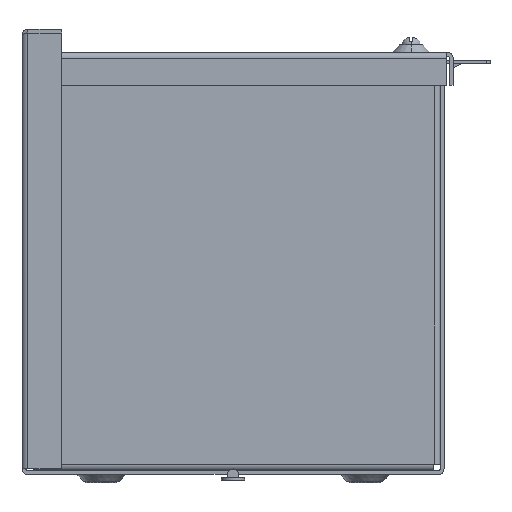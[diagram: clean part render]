
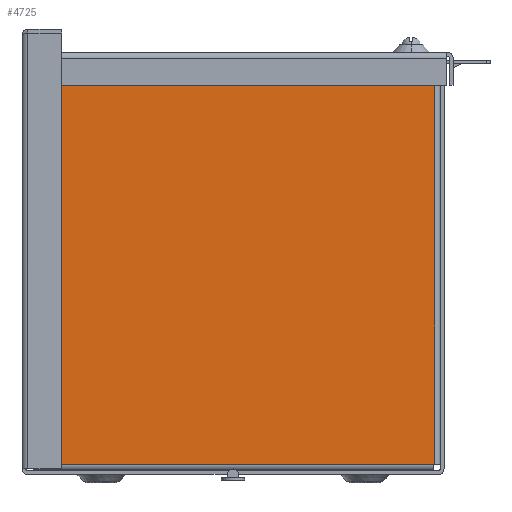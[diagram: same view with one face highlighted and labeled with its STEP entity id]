
A CAD part, left-side view. The second image highlights one B-rep face of the part: STEP entity #4725.
In plain terms, the highlighted planar face has unit normal (-1, 0, 0).
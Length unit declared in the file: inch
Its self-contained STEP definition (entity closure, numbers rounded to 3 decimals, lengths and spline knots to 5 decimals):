
#217 = ORIENTED_EDGE ( 'NONE', *, *, #14663, .T. ) ;
#281 = CARTESIAN_POINT ( 'NONE',  ( -6., -3.82, 7.908 ) ) ;
#472 = VECTOR ( 'NONE', #17574, 39.37008 ) ;
#768 = CARTESIAN_POINT ( 'NONE',  ( -6., 3.908, 7.8 ) ) ;
#940 = VECTOR ( 'NONE', #6747, 39.37008 ) ;
#1161 = LINE ( 'NONE', #1398, #2003 ) ;
#1301 = CARTESIAN_POINT ( 'NONE',  ( -6., 3.783, 7.783 ) ) ;
#1398 = CARTESIAN_POINT ( 'NONE',  ( -6., 3.908, 7.783 ) ) ;
#1555 = DIRECTION ( 'NONE',  ( 0., 1., 0. ) ) ;
#1582 = ORIENTED_EDGE ( 'NONE', *, *, #21205, .T. ) ;
#1702 = CARTESIAN_POINT ( 'NONE',  ( -6., -3.928, 0.197 ) ) ;
#1837 = DIRECTION ( 'NONE',  ( 0., 0., 1. ) ) ;
#2003 = VECTOR ( 'NONE', #11393, 39.37008 ) ;
#2308 = VECTOR ( 'NONE', #9292, 39.37008 ) ;
#2400 = DIRECTION ( 'NONE',  ( 0., 0., -1. ) ) ;
#3028 = CARTESIAN_POINT ( 'NONE',  ( -6., 3.908, 0.18 ) ) ;
#3283 = CARTESIAN_POINT ( 'NONE',  ( -6., -3.803, 7.8 ) ) ;
#3384 = CARTESIAN_POINT ( 'NONE',  ( -6., 3.783, 0.18 ) ) ;
#3735 = VECTOR ( 'NONE', #1837, 39.37008 ) ;
#4547 = AXIS2_PLACEMENT_3D ( 'NONE', #11606, #8581, #13526 ) ;
#4725 = ADVANCED_FACE ( 'NONE', ( #15194 ), #6676, .T. ) ;
#4975 = VERTEX_POINT ( 'NONE', #17783 ) ;
#5247 = ORIENTED_EDGE ( 'NONE', *, *, #16315, .T. ) ;
#5339 = EDGE_CURVE ( 'NONE', #14605, #10302, #5929, .T. ) ;
#5653 = VECTOR ( 'NONE', #2400, 39.37008 ) ;
#5725 = LINE ( 'NONE', #21209, #14879 ) ;
#5823 = DIRECTION ( 'NONE',  ( 0., -1., 0. ) ) ;
#5929 = LINE ( 'NONE', #768, #14275 ) ;
#6179 = LINE ( 'NONE', #3028, #21637 ) ;
#6225 = VERTEX_POINT ( 'NONE', #13844 ) ;
#6512 = EDGE_CURVE ( 'NONE', #7260, #12998, #6179, .T. ) ;
#6676 = PLANE ( 'NONE',  #4547 ) ;
#6747 = DIRECTION ( 'NONE',  ( 0., -1., 0. ) ) ;
#6784 = VERTEX_POINT ( 'NONE', #11884 ) ;
#7008 = VERTEX_POINT ( 'NONE', #1301 ) ;
#7203 = CARTESIAN_POINT ( 'NONE',  ( -6., -3.803, 7.908 ) ) ;
#7214 = LINE ( 'NONE', #12609, #5653 ) ;
#7260 = VERTEX_POINT ( 'NONE', #3384 ) ;
#7368 = CARTESIAN_POINT ( 'NONE',  ( -6., -3.803, 7.783 ) ) ;
#7694 = VERTEX_POINT ( 'NONE', #7731 ) ;
#7731 = CARTESIAN_POINT ( 'NONE',  ( -6., -3.82, 7.783 ) ) ;
#7996 = VERTEX_POINT ( 'NONE', #7368 ) ;
#8114 = ORIENTED_EDGE ( 'NONE', *, *, #21008, .T. ) ;
#8295 = ORIENTED_EDGE ( 'NONE', *, *, #12986, .T. ) ;
#8543 = EDGE_CURVE ( 'NONE', #16272, #6784, #16623, .T. ) ;
#8581 = DIRECTION ( 'NONE',  ( -1., 0., 0. ) ) ;
#8599 = LINE ( 'NONE', #15676, #14274 ) ;
#9292 = DIRECTION ( 'NONE',  ( 0., 0., -1. ) ) ;
#9358 = CARTESIAN_POINT ( 'NONE',  ( -6., -3.803, 0.197 ) ) ;
#9399 = EDGE_CURVE ( 'NONE', #12998, #16272, #19586, .T. ) ;
#9949 = ORIENTED_EDGE ( 'NONE', *, *, #19184, .T. ) ;
#10080 = LINE ( 'NONE', #16927, #13775 ) ;
#10302 = VERTEX_POINT ( 'NONE', #15768 ) ;
#10882 = VECTOR ( 'NONE', #13875, 39.37008 ) ;
#11393 = DIRECTION ( 'NONE',  ( 0., 1., 0. ) ) ;
#11457 = DIRECTION ( 'NONE',  ( 0., -1., 0. ) ) ;
#11606 = CARTESIAN_POINT ( 'NONE',  ( -6., 3.908, 7.908 ) ) ;
#11799 = ORIENTED_EDGE ( 'NONE', *, *, #5339, .T. ) ;
#11884 = CARTESIAN_POINT ( 'NONE',  ( -6., -3.82, 0.197 ) ) ;
#11953 = DIRECTION ( 'NONE',  ( 0., 0., -1. ) ) ;
#12005 = ORIENTED_EDGE ( 'NONE', *, *, #18375, .T. ) ;
#12609 = CARTESIAN_POINT ( 'NONE',  ( -6., 3.8, 7.908 ) ) ;
#12792 = DIRECTION ( 'NONE',  ( 0., 1., 0. ) ) ;
#12958 = ORIENTED_EDGE ( 'NONE', *, *, #8543, .T. ) ;
#12986 = EDGE_CURVE ( 'NONE', #4975, #7260, #8599, .T. ) ;
#12998 = VERTEX_POINT ( 'NONE', #15333 ) ;
#13526 = DIRECTION ( 'NONE',  ( 0., 0., -1. ) ) ;
#13624 = CARTESIAN_POINT ( 'NONE',  ( -6., 3.8, 0.197 ) ) ;
#13775 = VECTOR ( 'NONE', #1555, 39.37008 ) ;
#13844 = CARTESIAN_POINT ( 'NONE',  ( -6., 3.8, 7.783 ) ) ;
#13875 = DIRECTION ( 'NONE',  ( 0., 0., 1. ) ) ;
#14225 = EDGE_LOOP ( 'NONE', ( #5247, #8114, #15334, #11799, #1582, #12005, #217, #9949, #8295, #21785, #21465, #12958 ) ) ;
#14274 = VECTOR ( 'NONE', #11953, 39.37008 ) ;
#14275 = VECTOR ( 'NONE', #12792, 39.37008 ) ;
#14345 = CARTESIAN_POINT ( 'NONE',  ( -6., 3.783, 7.783 ) ) ;
#14469 = LINE ( 'NONE', #7203, #3735 ) ;
#14605 = VERTEX_POINT ( 'NONE', #3283 ) ;
#14663 = EDGE_CURVE ( 'NONE', #6225, #20289, #7214, .T. ) ;
#14879 = VECTOR ( 'NONE', #5823, 39.37008 ) ;
#15194 = FACE_OUTER_BOUND ( 'NONE', #14225, .T. ) ;
#15333 = CARTESIAN_POINT ( 'NONE',  ( -6., -3.803, 0.18 ) ) ;
#15334 = ORIENTED_EDGE ( 'NONE', *, *, #16520, .T. ) ;
#15676 = CARTESIAN_POINT ( 'NONE',  ( -6., 3.783, 0.072 ) ) ;
#15768 = CARTESIAN_POINT ( 'NONE',  ( -6., 3.783, 7.8 ) ) ;
#16098 = LINE ( 'NONE', #281, #10882 ) ;
#16272 = VERTEX_POINT ( 'NONE', #17046 ) ;
#16315 = EDGE_CURVE ( 'NONE', #6784, #7694, #16098, .T. ) ;
#16520 = EDGE_CURVE ( 'NONE', #7996, #14605, #14469, .T. ) ;
#16623 = LINE ( 'NONE', #1702, #940 ) ;
#16927 = CARTESIAN_POINT ( 'NONE',  ( -6., -3.803, 7.783 ) ) ;
#17046 = CARTESIAN_POINT ( 'NONE',  ( -6., -3.803, 0.197 ) ) ;
#17574 = DIRECTION ( 'NONE',  ( 0., 0., 1. ) ) ;
#17783 = CARTESIAN_POINT ( 'NONE',  ( -6., 3.783, 0.197 ) ) ;
#18375 = EDGE_CURVE ( 'NONE', #7008, #6225, #1161, .T. ) ;
#19184 = EDGE_CURVE ( 'NONE', #20289, #4975, #5725, .T. ) ;
#19586 = LINE ( 'NONE', #9358, #472 ) ;
#20289 = VERTEX_POINT ( 'NONE', #13624 ) ;
#21008 = EDGE_CURVE ( 'NONE', #7694, #7996, #10080, .T. ) ;
#21187 = LINE ( 'NONE', #14345, #2308 ) ;
#21205 = EDGE_CURVE ( 'NONE', #10302, #7008, #21187, .T. ) ;
#21209 = CARTESIAN_POINT ( 'NONE',  ( -6., 3.783, 0.197 ) ) ;
#21465 = ORIENTED_EDGE ( 'NONE', *, *, #9399, .T. ) ;
#21637 = VECTOR ( 'NONE', #11457, 39.37008 ) ;
#21785 = ORIENTED_EDGE ( 'NONE', *, *, #6512, .T. ) ;
